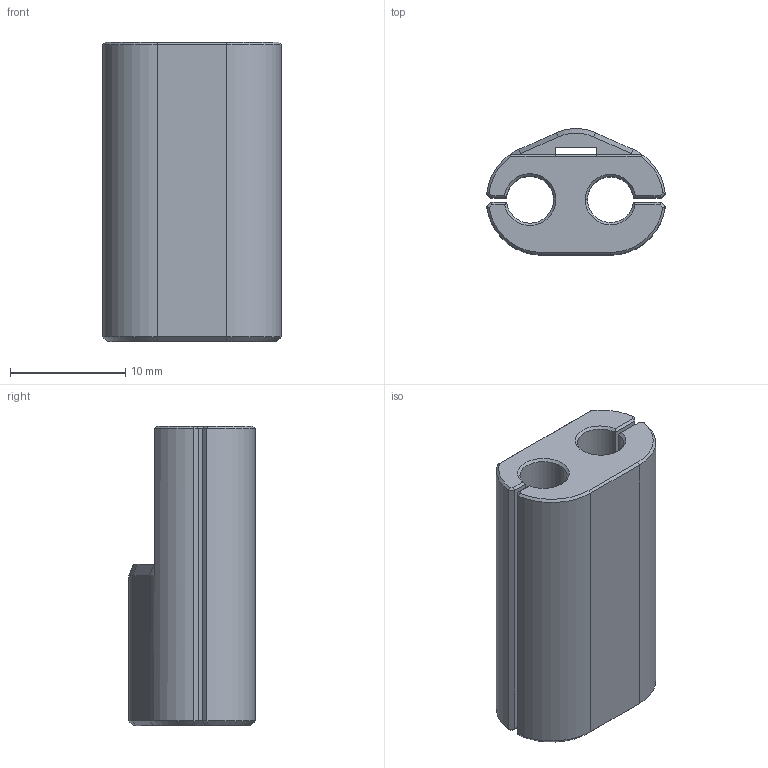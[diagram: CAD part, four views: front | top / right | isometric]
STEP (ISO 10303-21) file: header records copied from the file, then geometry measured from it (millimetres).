
FILE_DESCRIPTION(('Open CASCADE Model'),'2;1');
FILE_NAME('Open CASCADE Shape Model','2024-08-27T16:27:08',('Author'),( 'Open CASCADE'),'Open CASCADE STEP processor 7.7','Open CASCADE 7.7' ,'Unknown');
FILE_SCHEMA(('AUTOMOTIVE_DESIGN { 1 0 10303 214 1 1 1 1 }'));
Length unit declared in the file: millimetre
Products named in the file (1): Open CASCADE STEP translator 7.7 16
Bounding box: 15.54 x 10.99 x 26 mm (x, y, z)
Volume: 2591.5 mm3; surface area: 2244.5 mm2
Topology: 1 solids, 1 shells, 77 faces, 182 edges, 107 vertices
Faces by surface type: plane 52, cone 17, cylinder 8
Entity records: 4552 total; most frequent: CARTESIAN_POINT 951, DIRECTION 652, LINE 372, VECTOR 372, ORIENTED_EDGE 364, PCURVE 364, DEFINITIONAL_REPRESENTATION 364, EDGE_CURVE 182
